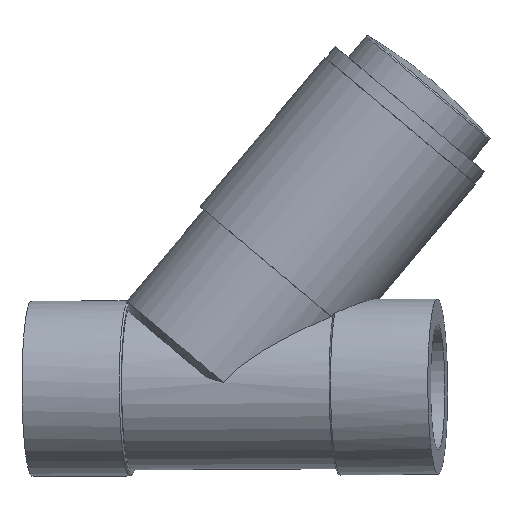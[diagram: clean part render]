
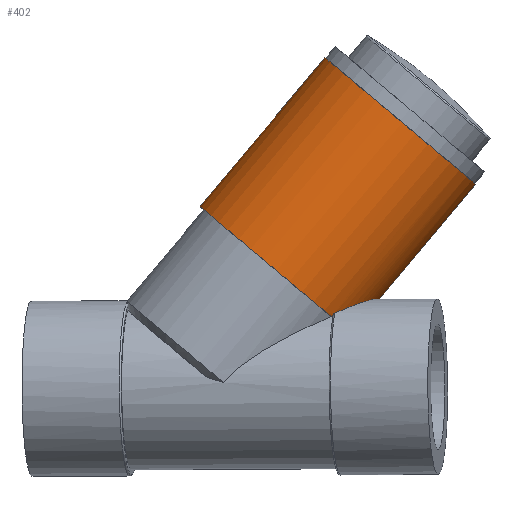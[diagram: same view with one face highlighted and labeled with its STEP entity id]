
A CAD part, front view. The second image highlights one B-rep face of the part: STEP entity #402.
In plain terms, the highlighted cylindrical face has radius 58.5 mm (diameter 117 mm), a full revolution.
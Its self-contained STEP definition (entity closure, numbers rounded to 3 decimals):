
#26=ELLIPSE($,#453,91.01,58.5);
#27=ELLIPSE($,#455,91.01,58.5);
#34=B_SPLINE_CURVE_WITH_KNOTS($,3,(#685,#686,#687,#688,#689,#690,#691,#692,
#693,#694,#695,#696,#697,#698),.UNSPECIFIED.,.F.,.F.,(4,2,2,2,2,2,4),(-11.661,
-11.209,-10.756,-10.304,-9.851,
-8.258,-7.674),.UNSPECIFIED.);
#35=B_SPLINE_CURVE_WITH_KNOTS($,3,(#701,#702,#703,#704,#705,#706,#707,#708,
#709,#710,#711,#712,#713,#714),.UNSPECIFIED.,.F.,.F.,(4,2,2,2,2,2,4),(23.868,
25.011,25.647,26.284,27.066,27.457,
27.849),.UNSPECIFIED.);
#36=B_SPLINE_CURVE_WITH_KNOTS($,3,(#717,#718,#719,#720,#721,#722,#723,#724,
#725,#726,#727,#728),.UNSPECIFIED.,.F.,.F.,(4,2,2,2,2,4),(-0.195,
-0.189,-0.155,-0.114,-0.062,
0.),.UNSPECIFIED.);
#37=B_SPLINE_CURVE_WITH_KNOTS($,3,(#735,#736,#737,#738,#739,#740,#741,#742,
#743,#744,#745,#746),.UNSPECIFIED.,.F.,.F.,(4,2,2,2,2,4),(-0.741,
-0.698,-0.657,-0.619,-0.586,
-0.558),.UNSPECIFIED.);
#73=FACE_BOUND($,#138,.T.);
#81=CYLINDRICAL_SURFACE($,#452,58.5);
#96=FACE_OUTER_BOUND($,#137,.T.);
#137=EDGE_LOOP($,(#303));
#138=EDGE_LOOP($,(#304,#305,#306,#307,#308,#309,#310));
#155=CIRCLE($,#432,58.5);
#166=CIRCLE($,#454,58.5);
#183=VERTEX_POINT($,#640);
#195=VERTEX_POINT($,#683);
#196=VERTEX_POINT($,#684);
#197=VERTEX_POINT($,#699);
#198=VERTEX_POINT($,#716);
#199=VERTEX_POINT($,#729);
#200=VERTEX_POINT($,#731);
#201=VERTEX_POINT($,#733);
#223=EDGE_CURVE($,#183,#183,#155,.T.);
#235=EDGE_CURVE($,#195,#196,#34,.T.);
#237=EDGE_CURVE($,#197,#195,#35,.T.);
#238=EDGE_CURVE($,#198,#197,#36,.T.);
#239=EDGE_CURVE($,#199,#198,#26,.T.);
#240=EDGE_CURVE($,#200,#199,#166,.T.);
#241=EDGE_CURVE($,#201,#200,#27,.T.);
#242=EDGE_CURVE($,#196,#201,#37,.T.);
#303=ORIENTED_EDGE($,*,*,#223,.F.);
#304=ORIENTED_EDGE($,*,*,#237,.F.);
#305=ORIENTED_EDGE($,*,*,#238,.F.);
#306=ORIENTED_EDGE($,*,*,#239,.F.);
#307=ORIENTED_EDGE($,*,*,#240,.F.);
#308=ORIENTED_EDGE($,*,*,#241,.F.);
#309=ORIENTED_EDGE($,*,*,#242,.F.);
#310=ORIENTED_EDGE($,*,*,#235,.F.);
#402=ADVANCED_FACE($,(#96,#73),#81,.T.);
#432=AXIS2_PLACEMENT_3D($,#641,#513,#514);
#452=AXIS2_PLACEMENT_3D($,#715,#553,#554);
#453=AXIS2_PLACEMENT_3D($,#730,#555,#556);
#454=AXIS2_PLACEMENT_3D($,#732,#557,#558);
#455=AXIS2_PLACEMENT_3D($,#734,#559,#560);
#513=DIRECTION('center_axis',(0.643,0.,0.766));
#514=DIRECTION('ref_axis',(-0.766,0.,0.643));
#553=DIRECTION('center_axis',(-0.643,0.,-0.766));
#554=DIRECTION('ref_axis',(-0.766,0.,0.643));
#555=DIRECTION('center_axis',(1.,0.,0.));
#556=DIRECTION('ref_axis',(0.,0.,1.));
#557=DIRECTION('center_axis',(-0.643,0.,-0.766));
#558=DIRECTION('ref_axis',(-0.766,0.,0.643));
#559=DIRECTION('center_axis',(1.,0.,0.));
#560=DIRECTION('ref_axis',(0.,0.,1.));
#640=CARTESIAN_POINT('',(221.266,0.,121.44));
#641=CARTESIAN_POINT('Origin',(176.453,0.,159.043));
#683=CARTESIAN_POINT('',(163.209,0.,52.25));
#684=CARTESIAN_POINT('',(141.5,-32.058,41.26));
#685=CARTESIAN_POINT('Ctrl Pts',(163.209,0.,
52.25));
#686=CARTESIAN_POINT('Ctrl Pts',(163.209,-1.508,52.25));
#687=CARTESIAN_POINT('Ctrl Pts',(163.076,-3.065,52.183));
#688=CARTESIAN_POINT('Ctrl Pts',(162.523,-6.17,51.908));
#689=CARTESIAN_POINT('Ctrl Pts',(162.105,-7.72,51.699));
#690=CARTESIAN_POINT('Ctrl Pts',(161.029,-10.72,51.161));
#691=CARTESIAN_POINT('Ctrl Pts',(160.371,-12.173,50.832));
#692=CARTESIAN_POINT('Ctrl Pts',(158.9,-14.917,50.095));
#693=CARTESIAN_POINT('Ctrl Pts',(158.088,-16.209,49.688));
#694=CARTESIAN_POINT('Ctrl Pts',(154.321,-21.568,47.796));
#695=CARTESIAN_POINT('Ctrl Pts',(150.459,-25.367,45.847));
#696=CARTESIAN_POINT('Ctrl Pts',(144.699,-29.855,42.905));
#697=CARTESIAN_POINT('Ctrl Pts',(143.107,-30.991,42.088));
#698=CARTESIAN_POINT('Ctrl Pts',(141.5,-32.058,41.26));
#699=CARTESIAN_POINT('',(141.5,32.058,41.26));
#701=CARTESIAN_POINT('Ctrl Pts',(141.5,32.058,41.26));
#702=CARTESIAN_POINT('Ctrl Pts',(144.472,30.086,42.792));
#703=CARTESIAN_POINT('Ctrl Pts',(147.562,27.756,44.37));
#704=CARTESIAN_POINT('Ctrl Pts',(151.995,23.655,46.619));
#705=CARTESIAN_POINT('Ctrl Pts',(153.506,22.094,47.382));
#706=CARTESIAN_POINT('Ctrl Pts',(156.266,18.825,48.773));
#707=CARTESIAN_POINT('Ctrl Pts',(157.515,17.117,49.401));
#708=CARTESIAN_POINT('Ctrl Pts',(159.907,13.217,50.601));
#709=CARTESIAN_POINT('Ctrl Pts',(161.13,10.706,51.212));
#710=CARTESIAN_POINT('Ctrl Pts',(162.372,6.728,51.832));
#711=CARTESIAN_POINT('Ctrl Pts',(162.691,5.368,51.991));
#712=CARTESIAN_POINT('Ctrl Pts',(163.109,2.656,52.2));
#713=CARTESIAN_POINT('Ctrl Pts',(163.209,1.304,52.25));
#714=CARTESIAN_POINT('Ctrl Pts',(163.209,0.,
52.25));
#715=CARTESIAN_POINT('Origin',(122.384,0.,94.606));
#716=CARTESIAN_POINT('',(140.5,32.013,40.022));
#717=CARTESIAN_POINT('Ctrl Pts',(140.5,32.013,40.022));
#718=CARTESIAN_POINT('Ctrl Pts',(140.5,32.025,40.034));
#719=CARTESIAN_POINT('Ctrl Pts',(140.5,32.037,40.047));
#720=CARTESIAN_POINT('Ctrl Pts',(140.507,32.118,40.137));
#721=CARTESIAN_POINT('Ctrl Pts',(140.528,32.174,40.22));
#722=CARTESIAN_POINT('Ctrl Pts',(140.604,32.267,40.406));
#723=CARTESIAN_POINT('Ctrl Pts',(140.662,32.297,40.506));
#724=CARTESIAN_POINT('Ctrl Pts',(140.816,32.327,40.72));
#725=CARTESIAN_POINT('Ctrl Pts',(140.921,32.317,40.836));
#726=CARTESIAN_POINT('Ctrl Pts',(141.183,32.241,41.069));
#727=CARTESIAN_POINT('Ctrl Pts',(141.341,32.163,41.178));
#728=CARTESIAN_POINT('Ctrl Pts',(141.5,32.058,41.26));
#729=CARTESIAN_POINT('',(140.5,30.236,38.285));
#730=CARTESIAN_POINT('Origin',(140.5,0.,116.196));
#731=CARTESIAN_POINT('',(140.5,-30.236,38.285));
#732=CARTESIAN_POINT('Origin',(102.136,0.,70.476));
#733=CARTESIAN_POINT('',(140.5,-32.013,40.022));
#734=CARTESIAN_POINT('Origin',(140.5,0.,116.196));
#735=CARTESIAN_POINT('Ctrl Pts',(141.5,-32.058,41.26));
#736=CARTESIAN_POINT('Ctrl Pts',(141.39,-32.131,41.203));
#737=CARTESIAN_POINT('Ctrl Pts',(141.279,-32.192,41.133));
#738=CARTESIAN_POINT('Ctrl Pts',(141.067,-32.279,40.97));
#739=CARTESIAN_POINT('Ctrl Pts',(140.968,-32.306,40.88));
#740=CARTESIAN_POINT('Ctrl Pts',(140.793,-32.323,40.689));
#741=CARTESIAN_POINT('Ctrl Pts',(140.716,-32.315,40.589));
#742=CARTESIAN_POINT('Ctrl Pts',(140.601,-32.262,40.398));
#743=CARTESIAN_POINT('Ctrl Pts',(140.56,-32.224,40.31));
#744=CARTESIAN_POINT('Ctrl Pts',(140.511,-32.127,40.152));
#745=CARTESIAN_POINT('Ctrl Pts',(140.5,-32.074,40.084));
#746=CARTESIAN_POINT('Ctrl Pts',(140.5,-32.013,40.022));
